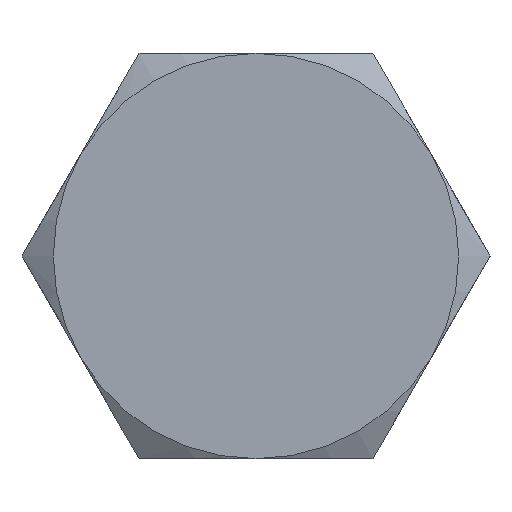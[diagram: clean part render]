
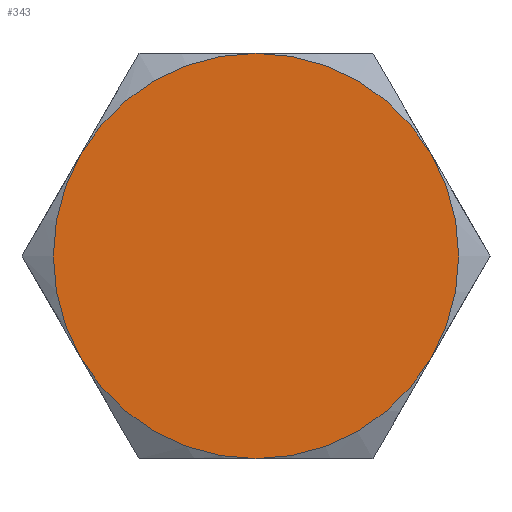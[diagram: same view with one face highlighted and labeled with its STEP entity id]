
A CAD part, left-side view. The second image highlights one B-rep face of the part: STEP entity #343.
In plain terms, the highlighted planar face has unit normal (-1, 0, 0).
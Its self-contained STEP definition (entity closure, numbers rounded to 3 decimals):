
#80=CIRCLE('',#367,4.);
#81=CIRCLE('',#369,4.);
#82=CIRCLE('',#371,4.);
#83=CIRCLE('',#373,4.);
#84=CIRCLE('',#375,4.);
#85=CIRCLE('',#377,4.);
#117=VERTEX_POINT('',#458);
#121=VERTEX_POINT('',#472);
#124=VERTEX_POINT('',#484);
#128=VERTEX_POINT('',#497);
#132=VERTEX_POINT('',#511);
#141=VERTEX_POINT('',#548);
#190=EDGE_CURVE('',#128,#132,#80,.T.);
#191=EDGE_CURVE('',#132,#124,#81,.T.);
#192=EDGE_CURVE('',#141,#128,#82,.T.);
#193=EDGE_CURVE('',#117,#141,#83,.T.);
#194=EDGE_CURVE('',#121,#117,#84,.T.);
#195=EDGE_CURVE('',#124,#121,#85,.T.);
#274=ORIENTED_EDGE('',*,*,#192,.F.);
#275=ORIENTED_EDGE('',*,*,#193,.F.);
#276=ORIENTED_EDGE('',*,*,#194,.F.);
#277=ORIENTED_EDGE('',*,*,#195,.F.);
#278=ORIENTED_EDGE('',*,*,#191,.F.);
#279=ORIENTED_EDGE('',*,*,#190,.F.);
#301=EDGE_LOOP('',(#274,#275,#276,#277,#278,#279));
#323=FACE_BOUND('',#301,.T.);
#343=ADVANCED_FACE('',(#323),#574,.F.);
#367=AXIS2_PLACEMENT_3D('',#553,#430,#431);
#369=AXIS2_PLACEMENT_3D('',#555,#434,#435);
#371=AXIS2_PLACEMENT_3D('',#557,#438,#439);
#373=AXIS2_PLACEMENT_3D('',#559,#442,#443);
#375=AXIS2_PLACEMENT_3D('',#561,#446,#447);
#377=AXIS2_PLACEMENT_3D('',#563,#450,#451);
#378=AXIS2_PLACEMENT_3D('',#564,#452,$);
#430=DIRECTION('',(1.,0.,0.));
#431=DIRECTION('',(0.,0.,-4.));
#434=DIRECTION('',(1.,0.,0.));
#435=DIRECTION('',(0.,0.,-4.));
#438=DIRECTION('',(1.,0.,0.));
#439=DIRECTION('',(0.,0.,-4.));
#442=DIRECTION('',(1.,0.,0.));
#443=DIRECTION('',(0.,0.,-4.));
#446=DIRECTION('',(1.,0.,0.));
#447=DIRECTION('',(0.,0.,-4.));
#450=DIRECTION('',(1.,0.,0.));
#451=DIRECTION('',(0.,0.,-4.));
#452=DIRECTION('',(1.,0.,0.));
#458=CARTESIAN_POINT('',(-3.5,0.,-4.));
#472=CARTESIAN_POINT('',(-3.5,-3.464,-2.));
#484=CARTESIAN_POINT('',(-3.5,-3.464,2.));
#497=CARTESIAN_POINT('',(-3.5,3.464,2.));
#511=CARTESIAN_POINT('',(-3.5,0.,4.));
#548=CARTESIAN_POINT('',(-3.5,3.464,-2.));
#553=CARTESIAN_POINT('',(-3.5,0.,0.));
#555=CARTESIAN_POINT('',(-3.5,0.,0.));
#557=CARTESIAN_POINT('',(-3.5,0.,0.));
#559=CARTESIAN_POINT('',(-3.5,0.,0.));
#561=CARTESIAN_POINT('',(-3.5,0.,0.));
#563=CARTESIAN_POINT('',(-3.5,0.,0.));
#564=CARTESIAN_POINT('',(-3.5,0.,0.));
#574=PLANE('',#378);
